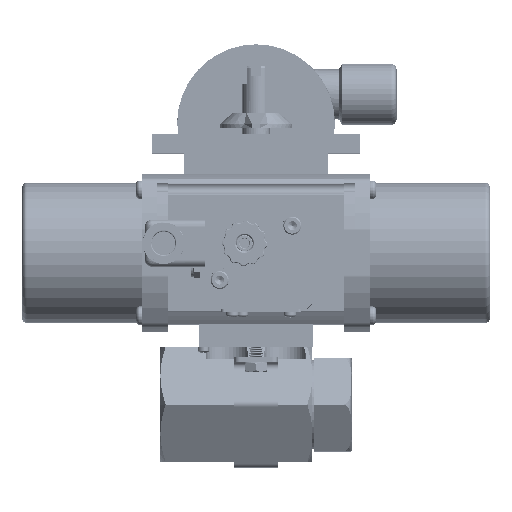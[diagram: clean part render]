
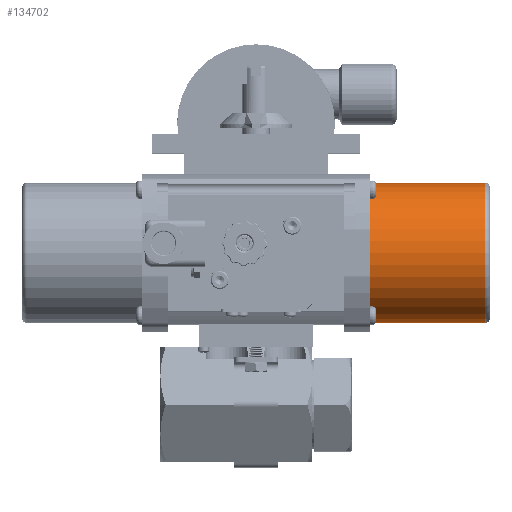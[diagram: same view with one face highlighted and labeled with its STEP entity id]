
A CAD part, top view. The second image highlights one B-rep face of the part: STEP entity #134702.
In plain terms, the highlighted cylindrical face has radius 30.963 mm (diameter 61.925 mm), a partial arc.
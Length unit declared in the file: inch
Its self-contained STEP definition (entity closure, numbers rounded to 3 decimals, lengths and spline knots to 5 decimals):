
#473 = VECTOR ( 'NONE', #122293, 39.37008 ) ;
#1609 = CARTESIAN_POINT ( 'NONE',  ( 1.7145, 1.417, 0. ) ) ;
#4395 = EDGE_CURVE ( 'NONE', #143344, #9328, #216329, .T. ) ;
#9328 = VERTEX_POINT ( 'NONE', #209169 ) ;
#31544 = VERTEX_POINT ( 'NONE', #152064 ) ;
#35208 = LINE ( 'NONE', #1609, #473 ) ;
#40703 = AXIS2_PLACEMENT_3D ( 'NONE', #149534, #46733, #166785 ) ;
#46733 = DIRECTION ( 'NONE',  ( 1., 0., 0. ) ) ;
#48335 = CARTESIAN_POINT ( 'NONE',  ( 1.7145, 2.636, 0. ) ) ;
#50231 = VECTOR ( 'NONE', #90275, 39.37008 ) ;
#65131 = CARTESIAN_POINT ( 'NONE',  ( 3.9725, 1.417, 0. ) ) ;
#68227 = CYLINDRICAL_SURFACE ( 'NONE', #87588, 1.219 ) ;
#75688 = CIRCLE ( 'NONE', #40703, 1.219 ) ;
#78787 = EDGE_CURVE ( 'NONE', #143344, #172702, #35208, .T. ) ;
#79957 = ORIENTED_EDGE ( 'NONE', *, *, #4395, .T. ) ;
#87588 = AXIS2_PLACEMENT_3D ( 'NONE', #48335, #168402, #151139 ) ;
#87872 = EDGE_CURVE ( 'NONE', #31544, #172702, #75688, .T. ) ;
#89697 = CARTESIAN_POINT ( 'NONE',  ( 3.9725, 2.636, 0. ) ) ;
#90275 = DIRECTION ( 'NONE',  ( -1., 0., 0. ) ) ;
#100376 = ORIENTED_EDGE ( 'NONE', *, *, #87872, .T. ) ;
#106918 = DIRECTION ( 'NONE',  ( 0., -1., 0. ) ) ;
#116546 = ORIENTED_EDGE ( 'NONE', *, *, #78787, .F. ) ;
#122293 = DIRECTION ( 'NONE',  ( -1., 0., 0. ) ) ;
#130907 = EDGE_CURVE ( 'NONE', #9328, #31544, #146982, .T. ) ;
#134702 = ADVANCED_FACE ( 'NONE', ( #204995 ), #68227, .T. ) ;
#143344 = VERTEX_POINT ( 'NONE', #65131 ) ;
#146982 = LINE ( 'NONE', #158439, #50231 ) ;
#148317 = EDGE_LOOP ( 'NONE', ( #116546, #79957, #163046, #100376 ) ) ;
#149534 = CARTESIAN_POINT ( 'NONE',  ( 1.8575, 2.636, 0. ) ) ;
#151139 = DIRECTION ( 'NONE',  ( 0., 1., 0. ) ) ;
#152064 = CARTESIAN_POINT ( 'NONE',  ( 1.8575, 3.855, 0. ) ) ;
#158439 = CARTESIAN_POINT ( 'NONE',  ( 1.7145, 3.855, 0. ) ) ;
#163046 = ORIENTED_EDGE ( 'NONE', *, *, #130907, .T. ) ;
#166785 = DIRECTION ( 'NONE',  ( 0., -1., 0. ) ) ;
#168402 = DIRECTION ( 'NONE',  ( -1., 0., 0. ) ) ;
#172702 = VERTEX_POINT ( 'NONE', #188653 ) ;
#176663 = AXIS2_PLACEMENT_3D ( 'NONE', #89697, #209509, #106918 ) ;
#188653 = CARTESIAN_POINT ( 'NONE',  ( 1.8575, 1.417, 0. ) ) ;
#204995 = FACE_OUTER_BOUND ( 'NONE', #148317, .T. ) ;
#209169 = CARTESIAN_POINT ( 'NONE',  ( 3.9725, 3.855, 0. ) ) ;
#209509 = DIRECTION ( 'NONE',  ( -1., 0., 0. ) ) ;
#216329 = CIRCLE ( 'NONE', #176663, 1.219 ) ;
